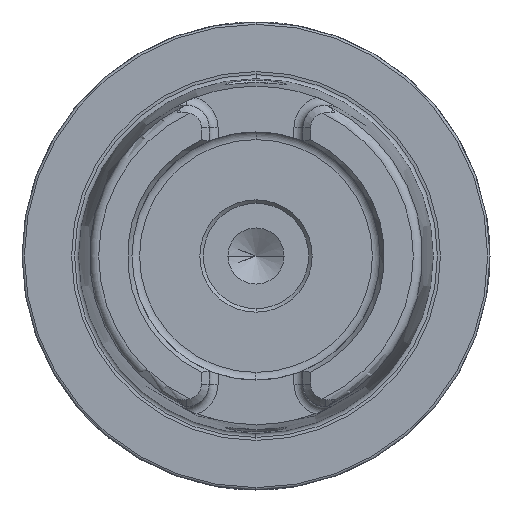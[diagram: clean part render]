
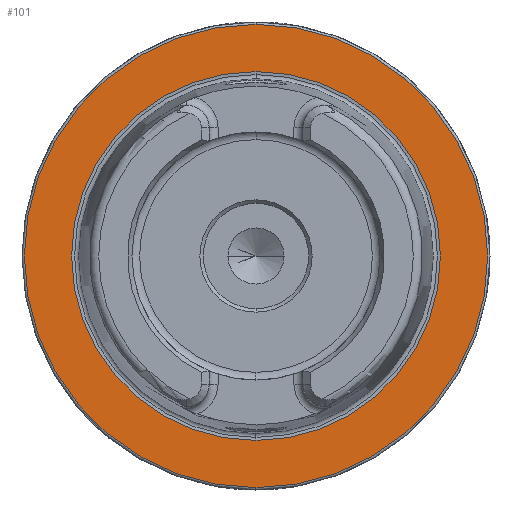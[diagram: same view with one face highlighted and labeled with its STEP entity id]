
A CAD part, left-side view. The second image highlights one B-rep face of the part: STEP entity #101.
In plain terms, the highlighted planar face has unit normal (-1, 0, 0).
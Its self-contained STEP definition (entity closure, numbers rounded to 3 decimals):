
#101 = ADVANCED_FACE ( 'NONE', ( #6094, #9193 ), #12833, .F. ) ;
#356 = DIRECTION ( 'NONE',  ( -1., 0., 0. ) ) ;
#633 = DIRECTION ( 'NONE',  ( 0., 0., 1. ) ) ;
#708 = EDGE_CURVE ( 'NONE', #13203, #5996, #6095, .T. ) ;
#835 = EDGE_LOOP ( 'NONE', ( #9628, #9673 ) ) ;
#1363 = AXIS2_PLACEMENT_3D ( 'NONE', #8803, #18580, #633 ) ;
#1467 = DIRECTION ( 'NONE',  ( 1., 0., 0. ) ) ;
#4027 = CARTESIAN_POINT ( 'NONE',  ( 0., 0., -49.5 ) ) ;
#4488 = CARTESIAN_POINT ( 'NONE',  ( 0., 49.5, 0. ) ) ;
#4584 = DIRECTION ( 'NONE',  ( -1., 0., 0. ) ) ;
#4766 = DIRECTION ( 'NONE',  ( 0., 0., 1. ) ) ;
#5221 = EDGE_CURVE ( 'NONE', #15134, #6216, #18162, .T. ) ;
#5996 = VERTEX_POINT ( 'NONE', #9633 ) ;
#6094 = FACE_BOUND ( 'NONE', #18193, .T. ) ;
#6095 = CIRCLE ( 'NONE', #14981, 39.405 ) ;
#6216 = VERTEX_POINT ( 'NONE', #4027 ) ;
#6868 = AXIS2_PLACEMENT_3D ( 'NONE', #16551, #13319, #4766 ) ;
#7999 = CARTESIAN_POINT ( 'NONE',  ( 0., 0., 39.405 ) ) ;
#8215 = EDGE_CURVE ( 'NONE', #5996, #13203, #14382, .T. ) ;
#8803 = CARTESIAN_POINT ( 'NONE',  ( 0., 0., 0. ) ) ;
#9193 = FACE_OUTER_BOUND ( 'NONE', #835, .T. ) ;
#9511 = AXIS2_PLACEMENT_3D ( 'NONE', #12719, #4584, #16256 ) ;
#9628 = ORIENTED_EDGE ( 'NONE', *, *, #5221, .T. ) ;
#9633 = CARTESIAN_POINT ( 'NONE',  ( 0., 0., -39.405 ) ) ;
#9673 = ORIENTED_EDGE ( 'NONE', *, *, #12029, .T. ) ;
#11932 = DIRECTION ( 'NONE',  ( 0., 0., 1. ) ) ;
#12029 = EDGE_CURVE ( 'NONE', #6216, #15134, #20503, .T. ) ;
#12635 = ORIENTED_EDGE ( 'NONE', *, *, #708, .F. ) ;
#12719 = CARTESIAN_POINT ( 'NONE',  ( 0., 0., 0. ) ) ;
#12733 = DIRECTION ( 'NONE',  ( 0., 0., -1. ) ) ;
#12833 = PLANE ( 'NONE',  #20250 ) ;
#13203 = VERTEX_POINT ( 'NONE', #7999 ) ;
#13319 = DIRECTION ( 'NONE',  ( -1., 0., 0. ) ) ;
#13660 = CARTESIAN_POINT ( 'NONE',  ( 0., 0., 0. ) ) ;
#14382 = CIRCLE ( 'NONE', #1363, 39.405 ) ;
#14981 = AXIS2_PLACEMENT_3D ( 'NONE', #13660, #356, #11932 ) ;
#15134 = VERTEX_POINT ( 'NONE', #19075 ) ;
#16256 = DIRECTION ( 'NONE',  ( 0., 0., 1. ) ) ;
#16551 = CARTESIAN_POINT ( 'NONE',  ( 0., 0., 0. ) ) ;
#17308 = ORIENTED_EDGE ( 'NONE', *, *, #8215, .F. ) ;
#18162 = CIRCLE ( 'NONE', #6868, 49.5 ) ;
#18193 = EDGE_LOOP ( 'NONE', ( #12635, #17308 ) ) ;
#18580 = DIRECTION ( 'NONE',  ( -1., 0., 0. ) ) ;
#19075 = CARTESIAN_POINT ( 'NONE',  ( 0., 0., 49.5 ) ) ;
#20250 = AXIS2_PLACEMENT_3D ( 'NONE', #4488, #1467, #12733 ) ;
#20503 = CIRCLE ( 'NONE', #9511, 49.5 ) ;
